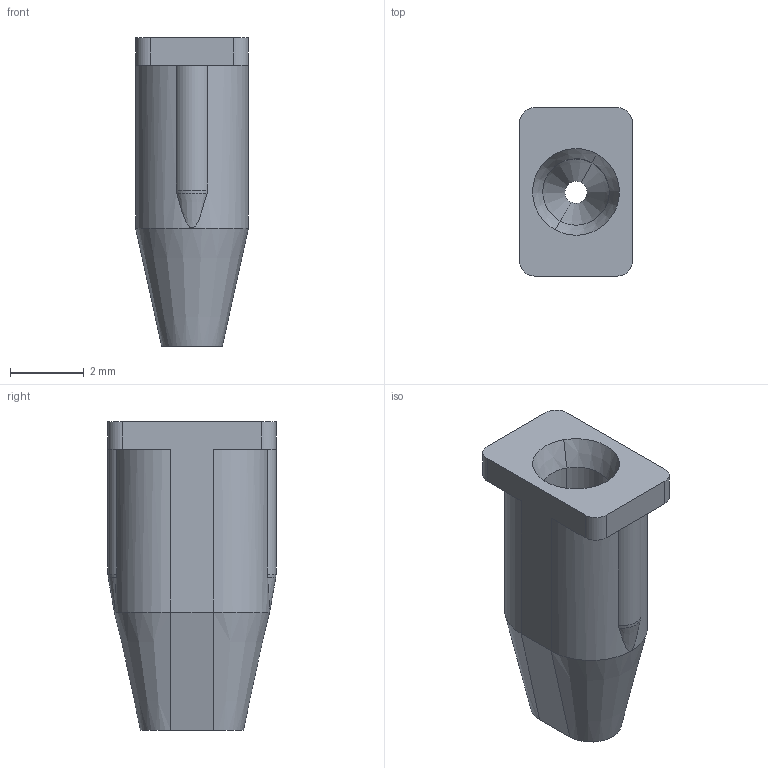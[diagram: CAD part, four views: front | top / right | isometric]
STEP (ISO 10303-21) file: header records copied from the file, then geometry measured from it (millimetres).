
FILE_DESCRIPTION(('CATIA V5R20 STEP214','CAx-IF Rec.Pracs.--- Model Styling and Organization---1.2---2011-12-15'),'2;1');
FILE_NAME ('385169_1', '2016-01-18T10:41:25+00:00', ('Weidmueller Interface'), ('Weidmueller'), 'CATIA Version 5-6 Release 2014 SP4', 'CATIA V5 STEP AP214', 'none');
FILE_SCHEMA(('AUTOMOTIVE_DESIGN { 1 0 10303 214 1 1 1 1 }'));
Length unit declared in the file: millimetre
Products named in the file (1): 1781950000_ZRH_1-5S-1
Bounding box: 3.05 x 4.55 x 8.35 mm (x, y, z)
Volume: 65 mm3; surface area: 152.2 mm2
Topology: 1 solids, 1 shells, 34 faces, 84 edges, 52 vertices
Faces by surface type: cylinder 14, plane 10, cone 8, sphere 2
Entity records: 1002 total; most frequent: CARTESIAN_POINT 204, ORIENTED_EDGE 168, DIRECTION 134, EDGE_CURVE 84, AXIS2_PLACEMENT_3D 66, VERTEX_POINT 52, VECTOR 38, LINE 38
